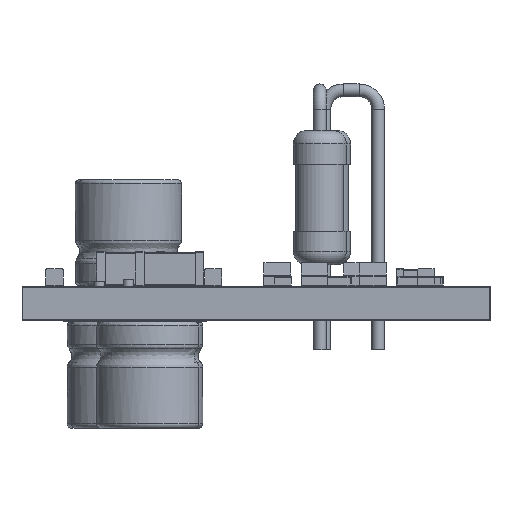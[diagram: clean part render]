
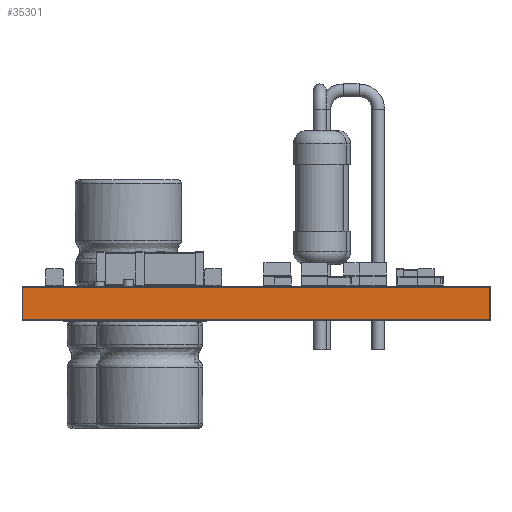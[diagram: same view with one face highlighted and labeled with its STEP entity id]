
A CAD part, left-side view. The second image highlights one B-rep face of the part: STEP entity #35301.
In plain terms, the highlighted planar face has unit normal (-1, 0, 0).
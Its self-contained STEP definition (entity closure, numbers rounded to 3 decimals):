
#35245 = VERTEX_POINT('',#35246);
#35246 = CARTESIAN_POINT('',(60.,-39.,1.51));
#35252 = EDGE_CURVE('',#35253,#35245,#35255,.T.);
#35253 = VERTEX_POINT('',#35254);
#35254 = CARTESIAN_POINT('',(60.,-39.,0.));
#35255 = LINE('',#35256,#35257);
#35256 = CARTESIAN_POINT('',(60.,-39.,0.));
#35257 = VECTOR('',#35258,1.);
#35258 = DIRECTION('',(0.,0.,1.));
#35301 = ADVANCED_FACE('',(#35302),#35327,.T.);
#35302 = FACE_BOUND('',#35303,.T.);
#35303 = EDGE_LOOP('',(#35304,#35305,#35313,#35321));
#35304 = ORIENTED_EDGE('',*,*,#35252,.T.);
#35305 = ORIENTED_EDGE('',*,*,#35306,.T.);
#35306 = EDGE_CURVE('',#35245,#35307,#35309,.T.);
#35307 = VERTEX_POINT('',#35308);
#35308 = CARTESIAN_POINT('',(60.,-17.,1.51));
#35309 = LINE('',#35310,#35311);
#35310 = CARTESIAN_POINT('',(60.,-39.,1.51));
#35311 = VECTOR('',#35312,1.);
#35312 = DIRECTION('',(0.,1.,0.));
#35313 = ORIENTED_EDGE('',*,*,#35314,.F.);
#35314 = EDGE_CURVE('',#35315,#35307,#35317,.T.);
#35315 = VERTEX_POINT('',#35316);
#35316 = CARTESIAN_POINT('',(60.,-17.,0.));
#35317 = LINE('',#35318,#35319);
#35318 = CARTESIAN_POINT('',(60.,-17.,0.));
#35319 = VECTOR('',#35320,1.);
#35320 = DIRECTION('',(0.,0.,1.));
#35321 = ORIENTED_EDGE('',*,*,#35322,.F.);
#35322 = EDGE_CURVE('',#35253,#35315,#35323,.T.);
#35323 = LINE('',#35324,#35325);
#35324 = CARTESIAN_POINT('',(60.,-39.,0.));
#35325 = VECTOR('',#35326,1.);
#35326 = DIRECTION('',(0.,1.,0.));
#35327 = PLANE('',#35328);
#35328 = AXIS2_PLACEMENT_3D('',#35329,#35330,#35331);
#35329 = CARTESIAN_POINT('',(60.,-39.,0.));
#35330 = DIRECTION('',(-1.,0.,0.));
#35331 = DIRECTION('',(0.,1.,0.));
